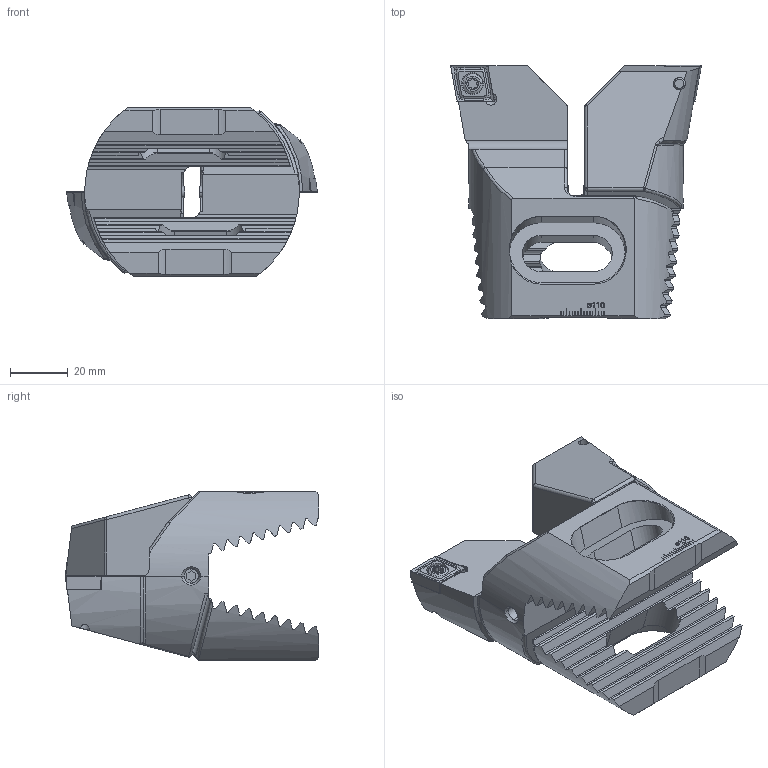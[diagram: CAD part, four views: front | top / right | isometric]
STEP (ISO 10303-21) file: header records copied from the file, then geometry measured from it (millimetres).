
FILE_DESCRIPTION (( 'STEP AP203' ), '1' );
FILE_NAME ('Z72-WCC.001.050.STEP', '2014-11-24T14:15:28', ( 'SwiAdmin' ), ( '' ), 'SwSTEP 2.0', 'SolidWorks 2012', '' );
FILE_SCHEMA (( 'CONFIG_CONTROL_DESIGN' ));
Length unit declared in the file: millimetre
Products named in the file (5): Z72-WCC.001.050; WCC-ER2.001.010_A; CCMT120404; Z72-ER3.001.030; Z72-xxx.001.050_C
Assembly tree (8 placements, depth 2):
  Z72-WCC.001.050
    Z72-xxx.001.050_C  x2
    Z72-ER3.001.030  x2
    CCMT120404  x2
    WCC-ER2.001.010_A  x2
Bounding box: 86.5 x 87.5 x 58.2 mm (x, y, z)
Volume: 143961.8 mm3; surface area: 37850 mm2
Topology: 8 solids, 8 shells, 728 faces, 1916 edges, 1194 vertices
Faces by surface type: plane 396, cylinder 138, bspline 92, cone 66, torus 22, sphere 14
Entity records: 13680 total; most frequent: CARTESIAN_POINT 4799, ORIENTED_EDGE 1888, DIRECTION 1498, EDGE_CURVE 944, VERTEX_POINT 596, VECTOR 544, LINE 544, AXIS2_PLACEMENT_3D 477
